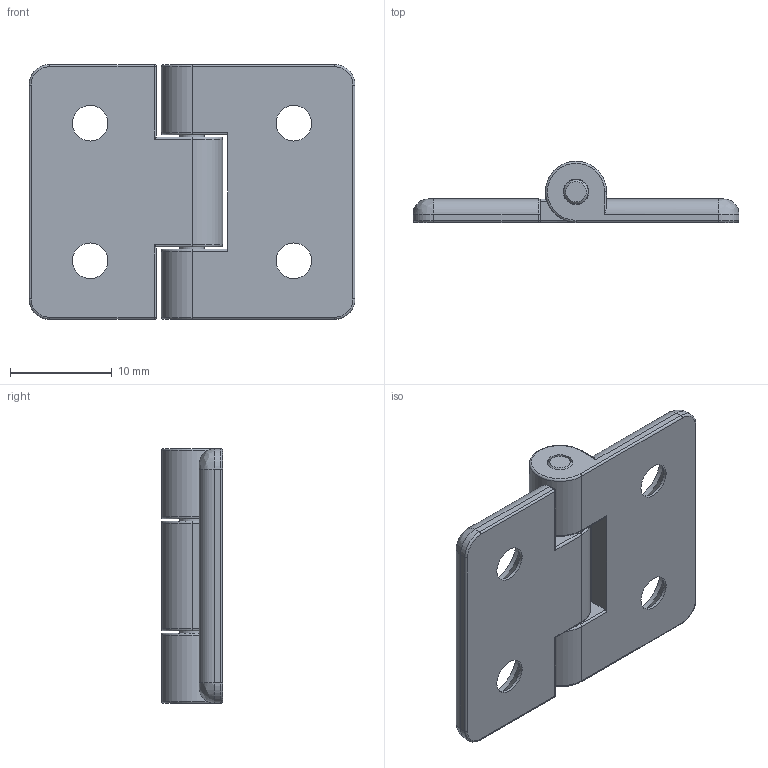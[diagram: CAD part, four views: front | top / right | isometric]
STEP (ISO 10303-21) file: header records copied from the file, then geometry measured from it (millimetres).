
FILE_DESCRIPTION(/* description */ (''),/* implementation_level */ '2;1');
FILE_NAME(/* name */ 'DR_HC2532.stp',/* time_stamp */ '2023-10-06T17:05:41+09:00',/* author */ ('user'),/* organization */ (''),/* preprocessor_version */ 'ST-DEVELOPER v15.6',/* originating_system */ 'Autodesk Inventor 2015',/* authorisation */ '');
FILE_SCHEMA (('AUTOMOTIVE_DESIGN { 1 0 10303 214 3 1 1 }'));
Length unit declared in the file: millimetre
Products named in the file (4): 날개ㄷ; 날개ㅓ; 핀; DR_HC2532
Bounding box: 32 x 6 x 25 mm (x, y, z)
Volume: 1945.5 mm3; surface area: 2465.1 mm2
Topology: 3 solids, 3 shells, 98 faces, 222 edges, 130 vertices
Faces by surface type: cylinder 52, plane 22, torus 12, cone 6, bspline 4, sphere 2
Full cylindrical faces by diameter (mm): 2.4 x1, 2.5 x3, 3.5 x4, 6.5 x4
Entity records: 2748 total; most frequent: DIRECTION 510, CARTESIAN_POINT 473, ORIENTED_EDGE 400, AXIS2_PLACEMENT_3D 211, EDGE_CURVE 200, EDGE_LOOP 130, VERTEX_POINT 126, CIRCLE 100
